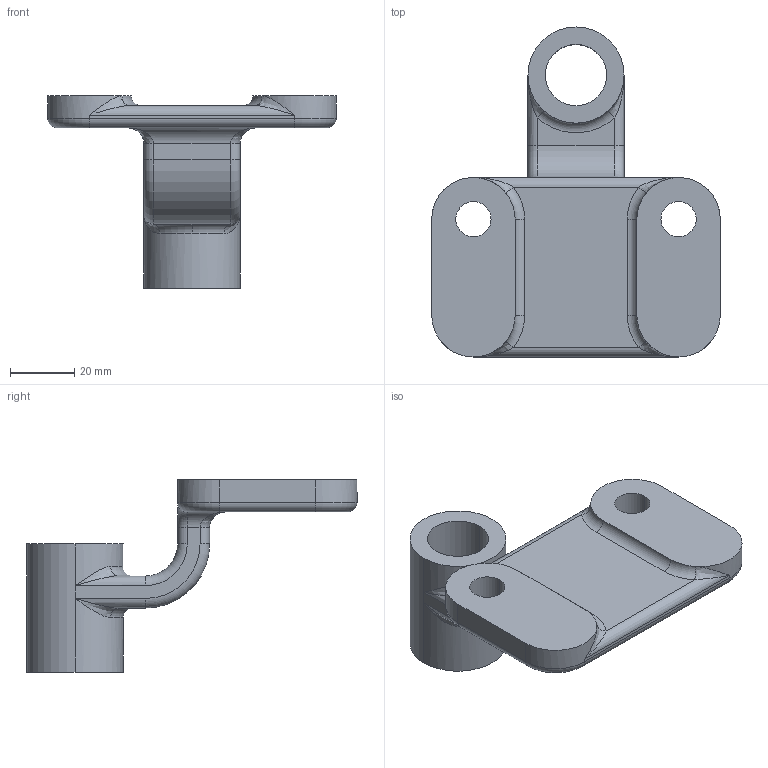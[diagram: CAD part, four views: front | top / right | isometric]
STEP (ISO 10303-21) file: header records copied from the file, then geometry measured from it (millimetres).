
FILE_DESCRIPTION (( 'STEP AP214' ), '1' );
FILE_NAME ('bearing bracket.STEP', '2020-04-18T18:51:23', ( '' ), ( '' ), 'SwSTEP 2.0', 'SolidWorks 2019', '' );
FILE_SCHEMA (( 'AUTOMOTIVE_DESIGN' ));
Length unit declared in the file: millimetre
Products named in the file (1): bearing bracket
Bounding box: 90 x 103 x 60 mm (x, y, z)
Volume: 69738.8 mm3; surface area: 21819.6 mm2
Topology: 1 solids, 1 shells, 77 faces, 185 edges, 100 vertices
Faces by surface type: cylinder 35, torus 17, plane 15, bspline 10
Entity records: 2770 total; most frequent: CARTESIAN_POINT 1023, DIRECTION 380, ORIENTED_EDGE 350, EDGE_CURVE 175, AXIS2_PLACEMENT_3D 157, VERTEX_POINT 100, CIRCLE 89, EDGE_LOOP 83
